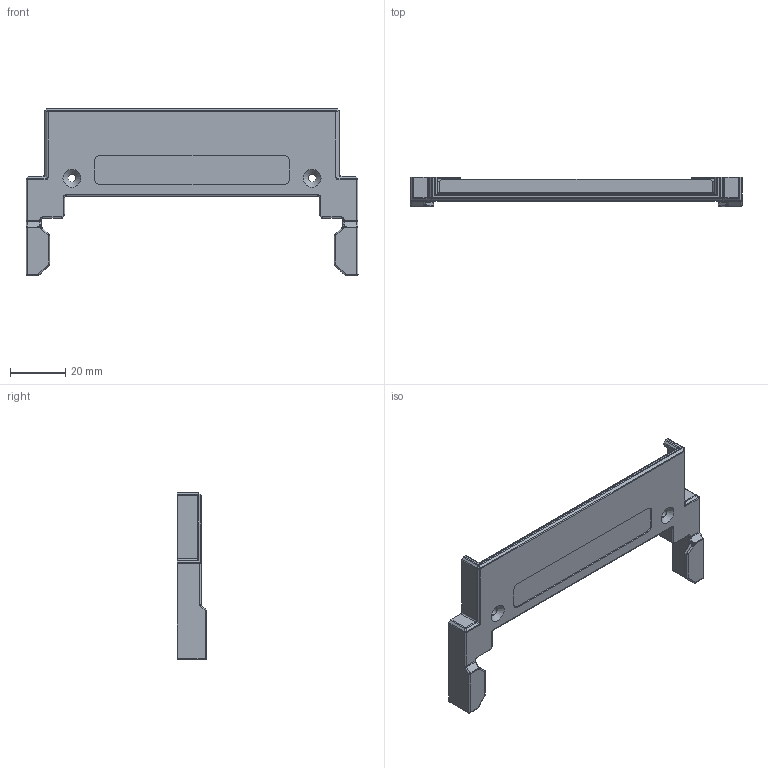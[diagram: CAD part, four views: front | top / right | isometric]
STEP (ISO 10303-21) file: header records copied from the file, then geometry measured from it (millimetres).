
FILE_DESCRIPTION(/* description */ (''),/* implementation_level */ '2;1');
FILE_NAME(/* name */ 'TinyNES_Famicom_Adapter_Front.step',/* time_stamp */ '2023-03-20T01:16:08-04:00',/* author */ (''),/* organization */ (''),/* preprocessor_version */ 'ST-DEVELOPER v19.2',/* originating_system */ 'Autodesk Translation Framework v11.17.0.187',/* authorisation */ '');
FILE_SCHEMA (('AUTOMOTIVE_DESIGN { 1 0 10303 214 3 1 1 }'));
Length unit declared in the file: millimetre
Products named in the file (1): TinyNES_Famicom_Adapter_Front
Bounding box: 120 x 10.55 x 60.5 mm (x, y, z)
Volume: 15924.8 mm3; surface area: 13230.9 mm2
Topology: 1 solids, 1 shells, 300 faces, 699 edges, 404 vertices
Faces by surface type: plane 121, cylinder 107, sphere 34, bspline 24, torus 10, cone 4
Full cylindrical faces by diameter (mm): 2.9 x2, 6 x2
Entity records: 9951 total; most frequent: CARTESIAN_POINT 3083, DIRECTION 1469, ORIENTED_EDGE 1398, EDGE_CURVE 699, AXIS2_PLACEMENT_3D 521, LINE 427, VECTOR 427, VERTEX_POINT 404
